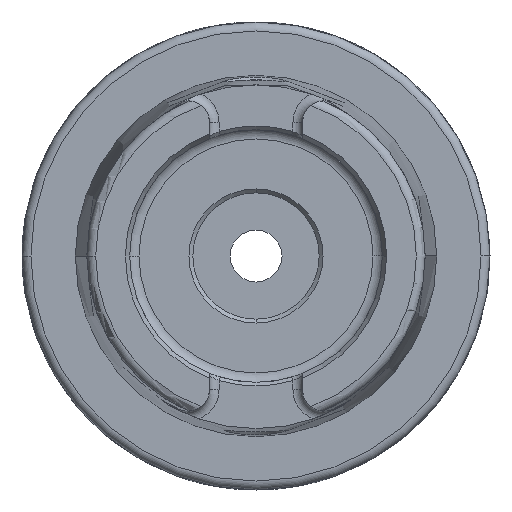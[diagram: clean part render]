
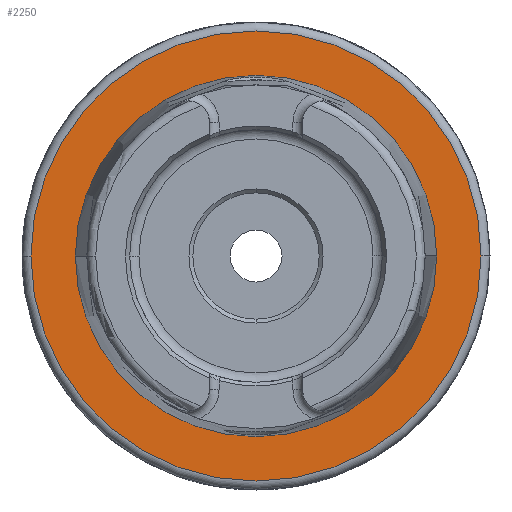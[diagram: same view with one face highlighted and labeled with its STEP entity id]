
A CAD part, left-side view. The second image highlights one B-rep face of the part: STEP entity #2250.
In plain terms, the highlighted planar face has unit normal (-1, 0, 0).
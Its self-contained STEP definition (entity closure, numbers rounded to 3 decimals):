
#117 = AXIS2_PLACEMENT_3D ( 'NONE', #4040, #2498, #6127 ) ;
#159 = VERTEX_POINT ( 'NONE', #5751 ) ;
#185 = CARTESIAN_POINT ( 'NONE',  ( 0., -24.321, 0. ) ) ;
#333 = DIRECTION ( 'NONE',  ( 0., 1., 0. ) ) ;
#396 = ORIENTED_EDGE ( 'NONE', *, *, #1623, .T. ) ;
#417 = PLANE ( 'NONE',  #117 ) ;
#709 = AXIS2_PLACEMENT_3D ( 'NONE', #4846, #1731, #5372 ) ;
#737 = CIRCLE ( 'NONE', #6496, 30.3 ) ;
#778 = CARTESIAN_POINT ( 'NONE',  ( 0., 0., 0. ) ) ;
#1068 = VERTEX_POINT ( 'NONE', #185 ) ;
#1070 = ORIENTED_EDGE ( 'NONE', *, *, #2653, .F. ) ;
#1097 = DIRECTION ( 'NONE',  ( 1., 0., 0. ) ) ;
#1255 = EDGE_CURVE ( 'NONE', #1430, #1645, #737, .T. ) ;
#1298 = DIRECTION ( 'NONE',  ( 0., 1., 0. ) ) ;
#1412 = AXIS2_PLACEMENT_3D ( 'NONE', #4209, #1097, #4730 ) ;
#1430 = VERTEX_POINT ( 'NONE', #6506 ) ;
#1473 = ORIENTED_EDGE ( 'NONE', *, *, #2522, .T. ) ;
#1606 = CARTESIAN_POINT ( 'NONE',  ( 0., 30.3, 0. ) ) ;
#1623 = EDGE_CURVE ( 'NONE', #159, #1068, #1857, .T. ) ;
#1641 = ORIENTED_EDGE ( 'NONE', *, *, #1255, .F. ) ;
#1645 = VERTEX_POINT ( 'NONE', #1606 ) ;
#1731 = DIRECTION ( 'NONE',  ( 1., 0., 0. ) ) ;
#1857 = CIRCLE ( 'NONE', #1412, 24.321 ) ;
#2250 = ADVANCED_FACE ( 'NONE', ( #2449, #5042 ), #417, .T. ) ;
#2449 = FACE_BOUND ( 'NONE', #3161, .T. ) ;
#2498 = DIRECTION ( 'NONE',  ( -1., 0., 0. ) ) ;
#2522 = EDGE_CURVE ( 'NONE', #1068, #159, #6667, .T. ) ;
#2653 = EDGE_CURVE ( 'NONE', #1645, #1430, #6180, .T. ) ;
#3161 = EDGE_LOOP ( 'NONE', ( #396, #1473 ) ) ;
#3444 = DIRECTION ( 'NONE',  ( 1., 0., 0. ) ) ;
#3851 = AXIS2_PLACEMENT_3D ( 'NONE', #778, #4414, #1298 ) ;
#4040 = CARTESIAN_POINT ( 'NONE',  ( 0., 24.321, 0. ) ) ;
#4209 = CARTESIAN_POINT ( 'NONE',  ( 0., 0., 0. ) ) ;
#4381 = EDGE_LOOP ( 'NONE', ( #1070, #1641 ) ) ;
#4414 = DIRECTION ( 'NONE',  ( 1., 0., 0. ) ) ;
#4730 = DIRECTION ( 'NONE',  ( 0., 1., 0. ) ) ;
#4846 = CARTESIAN_POINT ( 'NONE',  ( 0., 0., 0. ) ) ;
#5042 = FACE_OUTER_BOUND ( 'NONE', #4381, .T. ) ;
#5372 = DIRECTION ( 'NONE',  ( 0., 1., 0. ) ) ;
#5751 = CARTESIAN_POINT ( 'NONE',  ( 0., 24.321, 0. ) ) ;
#6127 = DIRECTION ( 'NONE',  ( 0., -1., 0. ) ) ;
#6180 = CIRCLE ( 'NONE', #3851, 30.3 ) ;
#6496 = AXIS2_PLACEMENT_3D ( 'NONE', #6547, #3444, #333 ) ;
#6506 = CARTESIAN_POINT ( 'NONE',  ( 0., -30.3, 0. ) ) ;
#6547 = CARTESIAN_POINT ( 'NONE',  ( 0., 0., 0. ) ) ;
#6667 = CIRCLE ( 'NONE', #709, 24.321 ) ;
